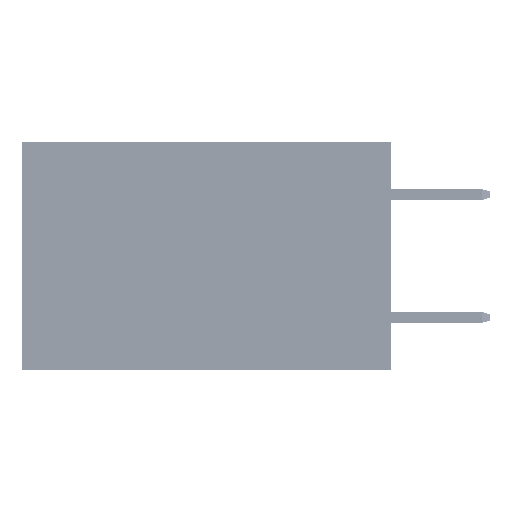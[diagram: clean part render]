
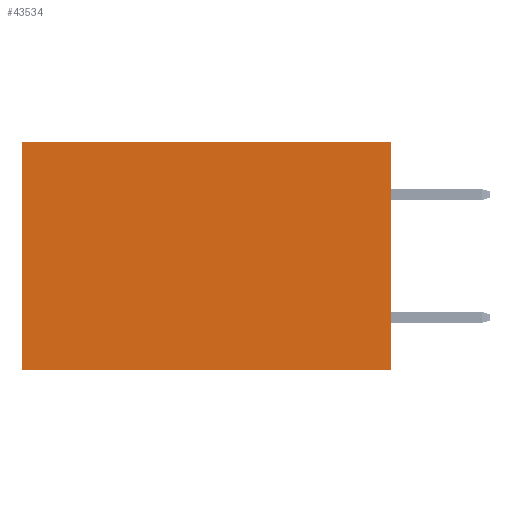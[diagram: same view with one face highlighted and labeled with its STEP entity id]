
A CAD part, left-side view. The second image highlights one B-rep face of the part: STEP entity #43534.
In plain terms, the highlighted planar face has unit normal (-1, 0, 0).
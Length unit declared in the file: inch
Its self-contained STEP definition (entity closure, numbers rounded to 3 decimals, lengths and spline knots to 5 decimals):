
#656 = LINE ( 'NONE', #24067, #22845 ) ;
#2562 = DIRECTION ( 'NONE',  ( 0., 1., 0. ) ) ;
#5421 = ORIENTED_EDGE ( 'NONE', *, *, #47252, .T. ) ;
#6018 = CARTESIAN_POINT ( 'NONE',  ( 0.2875, 0., 0. ) ) ;
#6815 = DIRECTION ( 'NONE',  ( 0., 1., 0. ) ) ;
#12118 = VERTEX_POINT ( 'NONE', #28277 ) ;
#13389 = CARTESIAN_POINT ( 'NONE',  ( 0.2875, 0., -0.37 ) ) ;
#16018 = EDGE_CURVE ( 'NONE', #12118, #33627, #42678, .T. ) ;
#16478 = LINE ( 'NONE', #44622, #45230 ) ;
#17386 = DIRECTION ( 'NONE',  ( 0., 0., -1. ) ) ;
#17587 = DIRECTION ( 'NONE',  ( 0., 0., -1. ) ) ;
#18219 = FACE_OUTER_BOUND ( 'NONE', #39039, .T. ) ;
#20188 = DIRECTION ( 'NONE',  ( 0., 0., -1. ) ) ;
#22845 = VECTOR ( 'NONE', #20188, 39.37008 ) ;
#22992 = AXIS2_PLACEMENT_3D ( 'NONE', #6018, #32908, #17587 ) ;
#23630 = ORIENTED_EDGE ( 'NONE', *, *, #36445, .F. ) ;
#24067 = CARTESIAN_POINT ( 'NONE',  ( 0.2875, 0.6, 0. ) ) ;
#25167 = PLANE ( 'NONE',  #22992 ) ;
#25217 = LINE ( 'NONE', #37224, #43162 ) ;
#26649 = CARTESIAN_POINT ( 'NONE',  ( 0.2875, 0.6, 0. ) ) ;
#27923 = VERTEX_POINT ( 'NONE', #40820 ) ;
#28277 = CARTESIAN_POINT ( 'NONE',  ( 0.2875, 0., 0. ) ) ;
#32165 = VERTEX_POINT ( 'NONE', #26649 ) ;
#32404 = EDGE_CURVE ( 'NONE', #32165, #27923, #656, .T. ) ;
#32908 = DIRECTION ( 'NONE',  ( 1., 0., 0. ) ) ;
#33627 = VERTEX_POINT ( 'NONE', #13389 ) ;
#36445 = EDGE_CURVE ( 'NONE', #33627, #27923, #16478, .T. ) ;
#37224 = CARTESIAN_POINT ( 'NONE',  ( 0.2875, 0., 0. ) ) ;
#39039 = EDGE_LOOP ( 'NONE', ( #42746, #23630, #39526, #5421 ) ) ;
#39526 = ORIENTED_EDGE ( 'NONE', *, *, #16018, .F. ) ;
#40820 = CARTESIAN_POINT ( 'NONE',  ( 0.2875, 0.6, -0.37 ) ) ;
#41492 = VECTOR ( 'NONE', #17386, 39.37008 ) ;
#42678 = LINE ( 'NONE', #44351, #41492 ) ;
#42746 = ORIENTED_EDGE ( 'NONE', *, *, #32404, .T. ) ;
#43162 = VECTOR ( 'NONE', #6815, 39.37008 ) ;
#43534 = ADVANCED_FACE ( 'NONE', ( #18219 ), #25167, .F. ) ;
#44351 = CARTESIAN_POINT ( 'NONE',  ( 0.2875, 0., 0. ) ) ;
#44622 = CARTESIAN_POINT ( 'NONE',  ( 0.2875, 0., -0.37 ) ) ;
#45230 = VECTOR ( 'NONE', #2562, 39.37008 ) ;
#47252 = EDGE_CURVE ( 'NONE', #12118, #32165, #25217, .T. ) ;
